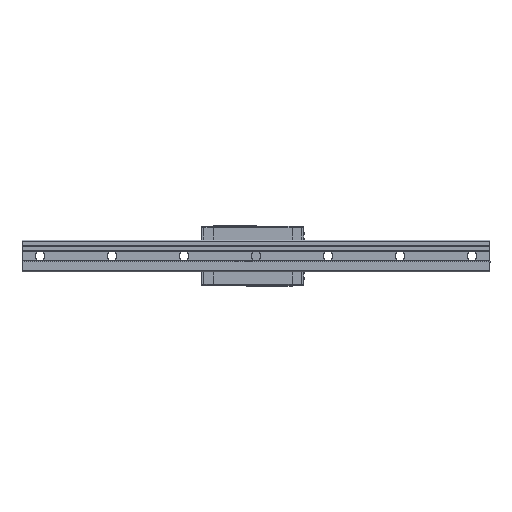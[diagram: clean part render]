
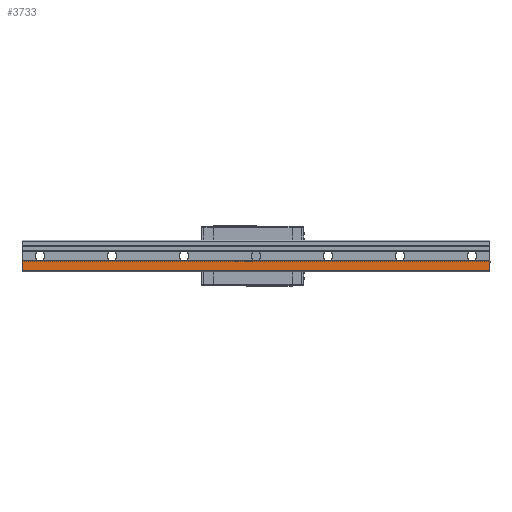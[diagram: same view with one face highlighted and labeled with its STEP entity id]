
A CAD part, left-side view. The second image highlights one B-rep face of the part: STEP entity #3733.
In plain terms, the highlighted planar face has unit normal (-1, 0, 0).
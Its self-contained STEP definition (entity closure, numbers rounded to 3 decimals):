
#1249 = DIRECTION ( 'NONE',  ( 0., -1., 0. ) ) ;
#2237 = VECTOR ( 'NONE', #1249, 1000. ) ;
#2429 = CARTESIAN_POINT ( 'NONE',  ( -19., 780., -8.5 ) ) ;
#3013 = VERTEX_POINT ( 'NONE', #6603 ) ;
#3197 = DIRECTION ( 'NONE',  ( 0., -1., 0. ) ) ;
#3353 = EDGE_LOOP ( 'NONE', ( #5115, #7546, #5707, #6537 ) ) ;
#3585 = EDGE_CURVE ( 'NONE', #3013, #10946, #9639, .T. ) ;
#3733 = ADVANCED_FACE ( 'NONE', ( #4680 ), #7425, .F. ) ;
#3879 = DIRECTION ( 'NONE',  ( 0., 0., -1. ) ) ;
#4039 = VECTOR ( 'NONE', #5578, 1000. ) ;
#4394 = CARTESIAN_POINT ( 'NONE',  ( -19., 780., -24.4 ) ) ;
#4457 = CARTESIAN_POINT ( 'NONE',  ( -19., 0., -24.4 ) ) ;
#4530 = CARTESIAN_POINT ( 'NONE',  ( -19., 780., -24.4 ) ) ;
#4680 = FACE_OUTER_BOUND ( 'NONE', #3353, .T. ) ;
#4898 = VECTOR ( 'NONE', #7295, 1000. ) ;
#4964 = EDGE_CURVE ( 'NONE', #9618, #5758, #7948, .T. ) ;
#5060 = DIRECTION ( 'NONE',  ( 1., 0., 0. ) ) ;
#5115 = ORIENTED_EDGE ( 'NONE', *, *, #5735, .F. ) ;
#5468 = EDGE_CURVE ( 'NONE', #5758, #10946, #5569, .T. ) ;
#5569 = LINE ( 'NONE', #4394, #7164 ) ;
#5578 = DIRECTION ( 'NONE',  ( 0., 0., -1. ) ) ;
#5707 = ORIENTED_EDGE ( 'NONE', *, *, #5468, .T. ) ;
#5735 = EDGE_CURVE ( 'NONE', #9618, #3013, #8354, .T. ) ;
#5758 = VERTEX_POINT ( 'NONE', #4530 ) ;
#6163 = AXIS2_PLACEMENT_3D ( 'NONE', #6230, #5060, #3879 ) ;
#6230 = CARTESIAN_POINT ( 'NONE',  ( -19., 780., -24.4 ) ) ;
#6537 = ORIENTED_EDGE ( 'NONE', *, *, #3585, .F. ) ;
#6603 = CARTESIAN_POINT ( 'NONE',  ( -19., 0., -8.5 ) ) ;
#6752 = CARTESIAN_POINT ( 'NONE',  ( -19., 780., -7.751 ) ) ;
#7164 = VECTOR ( 'NONE', #3197, 1000. ) ;
#7295 = DIRECTION ( 'NONE',  ( 0., 0., -1. ) ) ;
#7425 = PLANE ( 'NONE',  #6163 ) ;
#7546 = ORIENTED_EDGE ( 'NONE', *, *, #4964, .T. ) ;
#7633 = CARTESIAN_POINT ( 'NONE',  ( -19., 780., -8.5 ) ) ;
#7948 = LINE ( 'NONE', #6752, #4039 ) ;
#8354 = LINE ( 'NONE', #2429, #2237 ) ;
#8473 = CARTESIAN_POINT ( 'NONE',  ( -19., 0., -7.751 ) ) ;
#9618 = VERTEX_POINT ( 'NONE', #7633 ) ;
#9639 = LINE ( 'NONE', #8473, #4898 ) ;
#10946 = VERTEX_POINT ( 'NONE', #4457 ) ;
